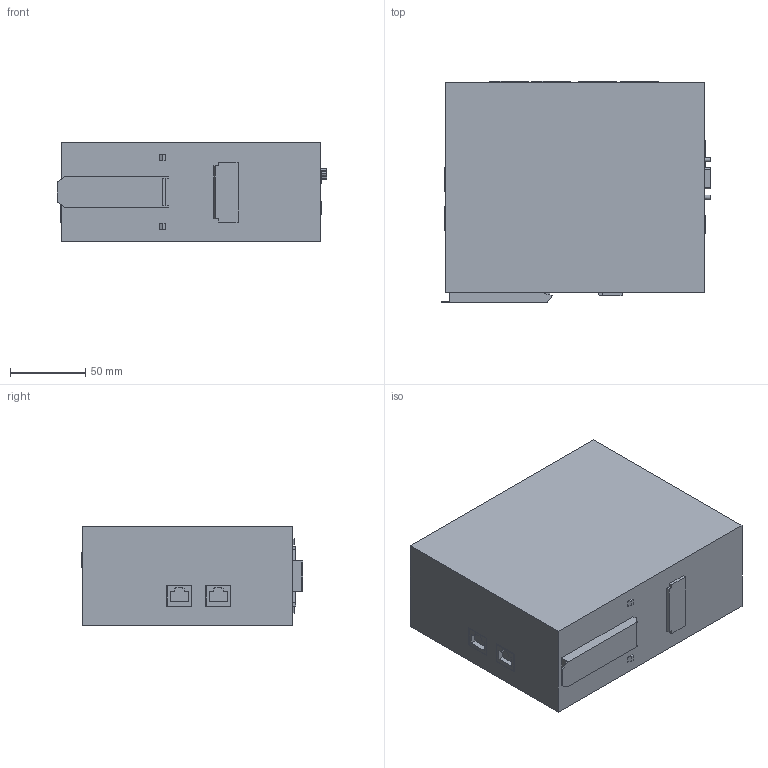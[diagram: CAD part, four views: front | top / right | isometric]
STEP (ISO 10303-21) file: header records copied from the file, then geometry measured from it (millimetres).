
FILE_DESCRIPTION(('SolidDesigner STEP Export'),'2;1');
FILE_NAME('2891061_FL_SWITCH_4008T_2GT_4FX_SM-select.stp','2013-01-14T11:45:56',(''),(''),'Creo Elements/Direct Modeling STEP processor for AP214 (Solid Model)','Creo Elements/Direct Modeling 18.1 06-May-2012 (C) Parametric Technology GmbH','');
FILE_SCHEMA(('AUTOMOTIVE_DESIGN { 1 0 10303 214 1 1 1 1 }'));
Length unit declared in the file: millimetre
Products named in the file (2): 2891061_FL_SWITCH_4008T_2GT_4FX_SM-select
Assembly tree (1 placements, depth 2):
  2891061_FL_SWITCH_4008T_2GT_4FX_SM-select
    2891061_FL_SWITCH_4008T_2GT_4FX_SM-select
Bounding box: 179.9 x 147.35 x 66 mm (x, y, z)
Volume: 1603167.9 mm3; surface area: 99711.6 mm2
Topology: 1 solids, 1 shells, 533 faces, 1318 edges, 876 vertices
Faces by surface type: plane 411, cylinder 120, extrusion 2
Entity records: 19100 total; most frequent: ORIENTED_EDGE 2636, CARTESIAN_POINT 2630, DIRECTION 2338, EDGE_CURVE 1318, VECTOR 1066, LINE 1064, VERTEX_POINT 876, AXIS2_PLACEMENT_3D 636
